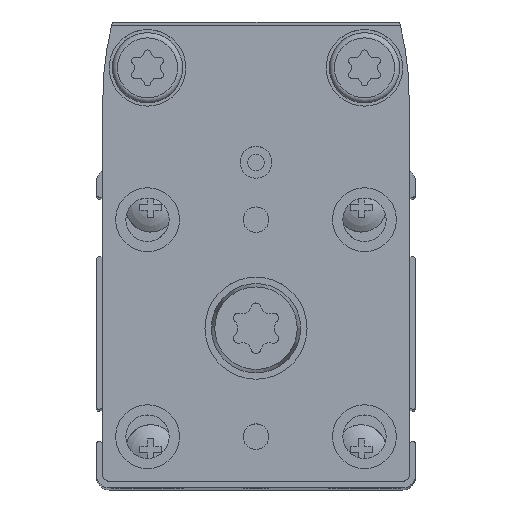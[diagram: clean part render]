
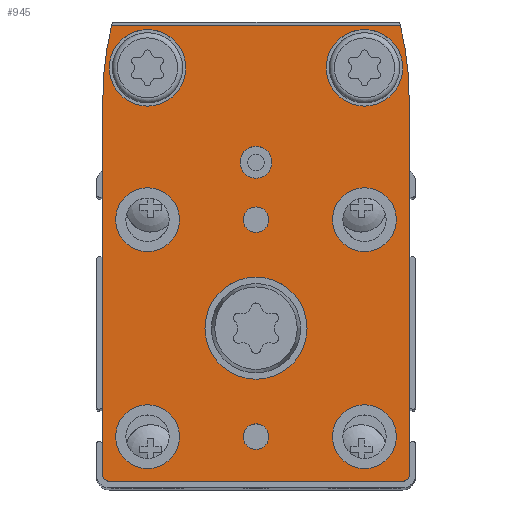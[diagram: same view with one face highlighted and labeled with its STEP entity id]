
A CAD part, top view. The second image highlights one B-rep face of the part: STEP entity #945.
In plain terms, the highlighted planar face has unit normal (0, 0, 1).
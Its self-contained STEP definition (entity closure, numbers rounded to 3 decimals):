
#945 = ADVANCED_FACE( '', ( #2267, #2268, #2269, #2270, #2271, #2272, #2273, #2274, #2275, #2276, #2277 ), #2278, .T. );
#2267 = FACE_BOUND( '', #4111, .T. );
#2268 = FACE_BOUND( '', #4112, .T. );
#2269 = FACE_BOUND( '', #4113, .T. );
#2270 = FACE_BOUND( '', #4114, .T. );
#2271 = FACE_BOUND( '', #4115, .T. );
#2272 = FACE_BOUND( '', #4116, .T. );
#2273 = FACE_BOUND( '', #4117, .T. );
#2274 = FACE_BOUND( '', #4118, .T. );
#2275 = FACE_BOUND( '', #4119, .T. );
#2276 = FACE_BOUND( '', #4120, .T. );
#2277 = FACE_OUTER_BOUND( '', #4121, .T. );
#2278 = PLANE( '', #4122 );
#4111 = EDGE_LOOP( '', ( #6730 ) );
#4112 = EDGE_LOOP( '', ( #6731 ) );
#4113 = EDGE_LOOP( '', ( #6732 ) );
#4114 = EDGE_LOOP( '', ( #6733 ) );
#4115 = EDGE_LOOP( '', ( #6734 ) );
#4116 = EDGE_LOOP( '', ( #6735 ) );
#4117 = EDGE_LOOP( '', ( #6736 ) );
#4118 = EDGE_LOOP( '', ( #6737 ) );
#4119 = EDGE_LOOP( '', ( #6738 ) );
#4120 = EDGE_LOOP( '', ( #6739 ) );
#4121 = EDGE_LOOP( '', ( #6740, #6741, #6742, #6743, #6744, #6745, #6746, #6747 ) );
#4122 = AXIS2_PLACEMENT_3D( '', #6748, #6749, #6750 );
#6730 = ORIENTED_EDGE( '', *, *, #10772, .T. );
#6731 = ORIENTED_EDGE( '', *, *, #10773, .T. );
#6732 = ORIENTED_EDGE( '', *, *, #10774, .F. );
#6733 = ORIENTED_EDGE( '', *, *, #10775, .F. );
#6734 = ORIENTED_EDGE( '', *, *, #10133, .T. );
#6735 = ORIENTED_EDGE( '', *, *, #10776, .T. );
#6736 = ORIENTED_EDGE( '', *, *, #10777, .T. );
#6737 = ORIENTED_EDGE( '', *, *, #10778, .T. );
#6738 = ORIENTED_EDGE( '', *, *, #10227, .T. );
#6739 = ORIENTED_EDGE( '', *, *, #10779, .F. );
#6740 = ORIENTED_EDGE( '', *, *, #10190, .T. );
#6741 = ORIENTED_EDGE( '', *, *, #10780, .T. );
#6742 = ORIENTED_EDGE( '', *, *, #10781, .T. );
#6743 = ORIENTED_EDGE( '', *, *, #10782, .T. );
#6744 = ORIENTED_EDGE( '', *, *, #10783, .T. );
#6745 = ORIENTED_EDGE( '', *, *, #10784, .T. );
#6746 = ORIENTED_EDGE( '', *, *, #10785, .T. );
#6747 = ORIENTED_EDGE( '', *, *, #10786, .T. );
#6748 = CARTESIAN_POINT( '', ( 12., 18., 6. ) );
#6749 = DIRECTION( '', ( 0., 0., 1. ) );
#6750 = DIRECTION( '', ( 1., 0., 0. ) );
#10133 = EDGE_CURVE( '', #11957, #11957, #11958, .T. );
#10190 = EDGE_CURVE( '', #12061, #12059, #12062, .T. );
#10227 = EDGE_CURVE( '', #12123, #12123, #12124, .T. );
#10772 = EDGE_CURVE( '', #13046, #13046, #13047, .T. );
#10773 = EDGE_CURVE( '', #13048, #13048, #13049, .T. );
#10774 = EDGE_CURVE( '', #13050, #13050, #13051, .T. );
#10775 = EDGE_CURVE( '', #13052, #13052, #13053, .T. );
#10776 = EDGE_CURVE( '', #13054, #13054, #13055, .T. );
#10777 = EDGE_CURVE( '', #13056, #13056, #13057, .T. );
#10778 = EDGE_CURVE( '', #13058, #13058, #13059, .T. );
#10779 = EDGE_CURVE( '', #13060, #13060, #13061, .T. );
#10780 = EDGE_CURVE( '', #12059, #13062, #13063, .T. );
#10781 = EDGE_CURVE( '', #13062, #13064, #13065, .T. );
#10782 = EDGE_CURVE( '', #13064, #13066, #13067, .T. );
#10783 = EDGE_CURVE( '', #13066, #13068, #13069, .T. );
#10784 = EDGE_CURVE( '', #13068, #13070, #13071, .T. );
#10785 = EDGE_CURVE( '', #13070, #13072, #13073, .T. );
#10786 = EDGE_CURVE( '', #13072, #12061, #13074, .T. );
#11957 = VERTEX_POINT( '', #14637 );
#11958 = CIRCLE( '', #14638, 4. );
#12059 = VERTEX_POINT( '', #14779 );
#12061 = VERTEX_POINT( '', #14782 );
#12062 = CIRCLE( '', #14783, 24. );
#12123 = VERTEX_POINT( '', #14882 );
#12124 = CIRCLE( '', #14883, 2.5 );
#13046 = VERTEX_POINT( '', #16083 );
#13047 = CIRCLE( '', #16084, 3. );
#13048 = VERTEX_POINT( '', #16085 );
#13049 = CIRCLE( '', #16086, 3. );
#13050 = VERTEX_POINT( '', #16087 );
#13051 = CIRCLE( '', #16088, 1. );
#13052 = VERTEX_POINT( '', #16089 );
#13053 = CIRCLE( '', #16090, 1. );
#13054 = VERTEX_POINT( '', #16091 );
#13055 = CIRCLE( '', #16092, 2.5 );
#13056 = VERTEX_POINT( '', #16093 );
#13057 = CIRCLE( '', #16094, 2.5 );
#13058 = VERTEX_POINT( '', #16095 );
#13059 = CIRCLE( '', #16096, 2.5 );
#13060 = VERTEX_POINT( '', #16097 );
#13061 = CIRCLE( '', #16098, 1.25 );
#13062 = VERTEX_POINT( '', #16099 );
#13063 = LINE( '', #16100, #16101 );
#13064 = VERTEX_POINT( '', #16102 );
#13065 = CIRCLE( '', #16103, 0.5 );
#13066 = VERTEX_POINT( '', #16104 );
#13067 = LINE( '', #16105, #16106 );
#13068 = VERTEX_POINT( '', #16107 );
#13069 = CIRCLE( '', #16108, 0.5 );
#13070 = VERTEX_POINT( '', #16109 );
#13071 = LINE( '', #16110, #16111 );
#13072 = VERTEX_POINT( '', #16112 );
#13073 = CIRCLE( '', #16113, 24. );
#13074 = LINE( '', #16114, #16115 );
#14637 = CARTESIAN_POINT( '', ( -4., 0., 6. ) );
#14638 = AXIS2_PLACEMENT_3D( '', #18145, #18146, #18147 );
#14779 = CARTESIAN_POINT( '', ( -12., 18., 6. ) );
#14782 = CARTESIAN_POINT( '', ( -11.313, 23.7, 6. ) );
#14783 = AXIS2_PLACEMENT_3D( '', #18220, #18221, #18222 );
#14882 = CARTESIAN_POINT( '', ( 6., 8.5, 6. ) );
#14883 = AXIS2_PLACEMENT_3D( '', #18276, #18277, #18278 );
#16083 = CARTESIAN_POINT( '', ( 5.5, 20.4, 6. ) );
#16084 = AXIS2_PLACEMENT_3D( '', #19167, #19168, #19169 );
#16085 = CARTESIAN_POINT( '', ( -11.5, 20.4, 6. ) );
#16086 = AXIS2_PLACEMENT_3D( '', #19170, #19171, #19172 );
#16087 = CARTESIAN_POINT( '', ( 1., -8.5, 6. ) );
#16088 = AXIS2_PLACEMENT_3D( '', #19173, #19174, #19175 );
#16089 = CARTESIAN_POINT( '', ( 1., 8.5, 6. ) );
#16090 = AXIS2_PLACEMENT_3D( '', #19176, #19177, #19178 );
#16091 = CARTESIAN_POINT( '', ( 6., -8.5, 6. ) );
#16092 = AXIS2_PLACEMENT_3D( '', #19179, #19180, #19181 );
#16093 = CARTESIAN_POINT( '', ( -11., 8.5, 6. ) );
#16094 = AXIS2_PLACEMENT_3D( '', #19182, #19183, #19184 );
#16095 = CARTESIAN_POINT( '', ( -11., -8.5, 6. ) );
#16096 = AXIS2_PLACEMENT_3D( '', #19185, #19186, #19187 );
#16097 = CARTESIAN_POINT( '', ( 1.25, 13., 6. ) );
#16098 = AXIS2_PLACEMENT_3D( '', #19188, #19189, #19190 );
#16099 = CARTESIAN_POINT( '', ( -12., -11.5, 6. ) );
#16100 = CARTESIAN_POINT( '', ( -12., 18., 6. ) );
#16101 = VECTOR( '', #19191, 1000. );
#16102 = CARTESIAN_POINT( '', ( -11.5, -12., 6. ) );
#16103 = AXIS2_PLACEMENT_3D( '', #19192, #19193, #19194 );
#16104 = CARTESIAN_POINT( '', ( 11.5, -12., 6. ) );
#16105 = CARTESIAN_POINT( '', ( -11.5, -12., 6. ) );
#16106 = VECTOR( '', #19195, 1000. );
#16107 = CARTESIAN_POINT( '', ( 12., -11.5, 6. ) );
#16108 = AXIS2_PLACEMENT_3D( '', #19196, #19197, #19198 );
#16109 = CARTESIAN_POINT( '', ( 12., 18., 6. ) );
#16110 = CARTESIAN_POINT( '', ( 12., -11.5, 6. ) );
#16111 = VECTOR( '', #19199, 1000. );
#16112 = CARTESIAN_POINT( '', ( 11.313, 23.7, 6. ) );
#16113 = AXIS2_PLACEMENT_3D( '', #19200, #19201, #19202 );
#16114 = CARTESIAN_POINT( '', ( 11.313, 23.7, 6. ) );
#16115 = VECTOR( '', #19203, 1000. );
#18145 = CARTESIAN_POINT( '', ( 0., 0., 6. ) );
#18146 = DIRECTION( '', ( 0., 0., -1. ) );
#18147 = DIRECTION( '', ( -1., 0., 0. ) );
#18220 = CARTESIAN_POINT( '', ( 12., 18., 6. ) );
#18221 = DIRECTION( '', ( 0., 0., 1. ) );
#18222 = DIRECTION( '', ( 1., 0., 0. ) );
#18276 = CARTESIAN_POINT( '', ( 8.5, 8.5, 6. ) );
#18277 = DIRECTION( '', ( 0., 0., -1. ) );
#18278 = DIRECTION( '', ( -1., 0., 0. ) );
#19167 = CARTESIAN_POINT( '', ( 8.5, 20.4, 6. ) );
#19168 = DIRECTION( '', ( 0., 0., -1. ) );
#19169 = DIRECTION( '', ( -1., 0., 0. ) );
#19170 = CARTESIAN_POINT( '', ( -8.5, 20.4, 6. ) );
#19171 = DIRECTION( '', ( 0., 0., -1. ) );
#19172 = DIRECTION( '', ( -1., 0., 0. ) );
#19173 = CARTESIAN_POINT( '', ( 0., -8.5, 6. ) );
#19174 = DIRECTION( '', ( 0., 0., 1. ) );
#19175 = DIRECTION( '', ( 1., 0., 0. ) );
#19176 = CARTESIAN_POINT( '', ( 0., 8.5, 6. ) );
#19177 = DIRECTION( '', ( 0., 0., 1. ) );
#19178 = DIRECTION( '', ( 1., 0., 0. ) );
#19179 = CARTESIAN_POINT( '', ( 8.5, -8.5, 6. ) );
#19180 = DIRECTION( '', ( 0., 0., -1. ) );
#19181 = DIRECTION( '', ( -1., 0., 0. ) );
#19182 = CARTESIAN_POINT( '', ( -8.5, 8.5, 6. ) );
#19183 = DIRECTION( '', ( 0., 0., -1. ) );
#19184 = DIRECTION( '', ( -1., 0., 0. ) );
#19185 = CARTESIAN_POINT( '', ( -8.5, -8.5, 6. ) );
#19186 = DIRECTION( '', ( 0., 0., -1. ) );
#19187 = DIRECTION( '', ( -1., 0., 0. ) );
#19188 = CARTESIAN_POINT( '', ( 0., 13., 6. ) );
#19189 = DIRECTION( '', ( 0., 0., 1. ) );
#19190 = DIRECTION( '', ( 1., 0., 0. ) );
#19191 = DIRECTION( '', ( 0., -1., 0. ) );
#19192 = CARTESIAN_POINT( '', ( -11.5, -11.5, 6. ) );
#19193 = DIRECTION( '', ( 0., 0., 1. ) );
#19194 = DIRECTION( '', ( 1., 0., 0. ) );
#19195 = DIRECTION( '', ( 1., 0., 0. ) );
#19196 = CARTESIAN_POINT( '', ( 11.5, -11.5, 6. ) );
#19197 = DIRECTION( '', ( 0., 0., 1. ) );
#19198 = DIRECTION( '', ( 1., 0., 0. ) );
#19199 = DIRECTION( '', ( 0., 1., 0. ) );
#19200 = CARTESIAN_POINT( '', ( -12., 18., 6. ) );
#19201 = DIRECTION( '', ( 0., 0., 1. ) );
#19202 = DIRECTION( '', ( 1., 0., 0. ) );
#19203 = DIRECTION( '', ( -1., 0., 0. ) );
